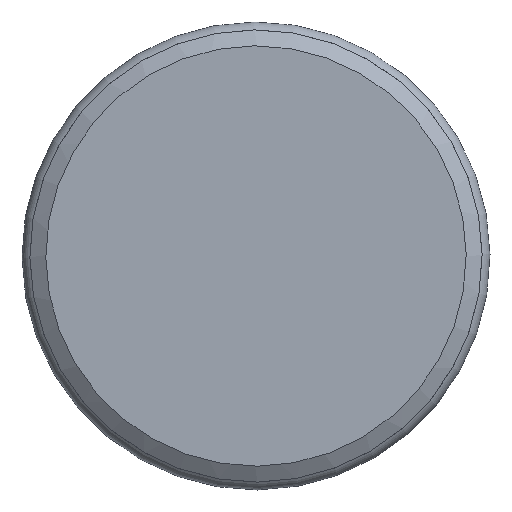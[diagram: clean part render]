
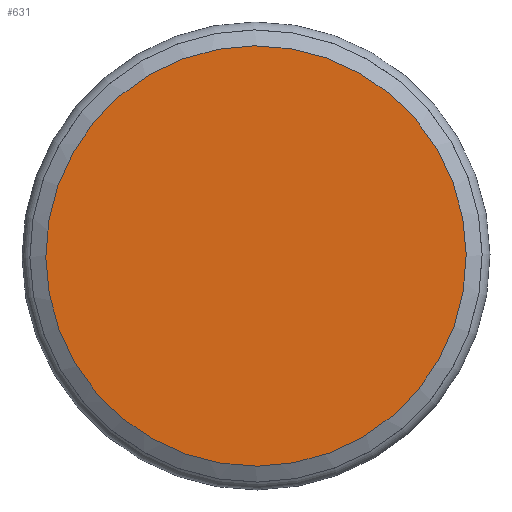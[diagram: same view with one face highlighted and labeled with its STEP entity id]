
A CAD part, front view. The second image highlights one B-rep face of the part: STEP entity #631.
In plain terms, the highlighted planar face has unit normal (0, -1, 0).
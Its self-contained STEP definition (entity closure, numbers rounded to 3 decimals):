
#68=PLANE('',#741);
#123=FACE_OUTER_BOUND('',#164,.T.);
#164=EDGE_LOOP('',(#589,#590));
#248=CIRCLE('',#739,26.5);
#249=CIRCLE('',#740,26.5);
#310=VERTEX_POINT('',#1175);
#311=VERTEX_POINT('',#1176);
#402=EDGE_CURVE('',#310,#311,#248,.T.);
#403=EDGE_CURVE('',#311,#310,#249,.T.);
#589=ORIENTED_EDGE('',*,*,#402,.T.);
#590=ORIENTED_EDGE('',*,*,#403,.T.);
#631=ADVANCED_FACE('',(#123),#68,.T.);
#739=AXIS2_PLACEMENT_3D('',#1177,#933,#934);
#740=AXIS2_PLACEMENT_3D('',#1178,#935,#936);
#741=AXIS2_PLACEMENT_3D('',#1180,#938,#939);
#933=DIRECTION('center_axis',(0.,-1.,0.));
#934=DIRECTION('ref_axis',(0.942,0.,-0.336));
#935=DIRECTION('center_axis',(0.,-1.,0.));
#936=DIRECTION('ref_axis',(0.942,0.,-0.336));
#938=DIRECTION('center_axis',(0.,-1.,0.));
#939=DIRECTION('ref_axis',(-0.336,0.,-0.942));
#1175=CARTESIAN_POINT('',(24.961,0.,-8.9));
#1176=CARTESIAN_POINT('',(-24.961,0.,8.9));
#1177=CARTESIAN_POINT('Origin',(0.,0.,0.));
#1178=CARTESIAN_POINT('Origin',(0.,0.,0.));
#1180=CARTESIAN_POINT('Origin',(23.731,0.,-8.461));
